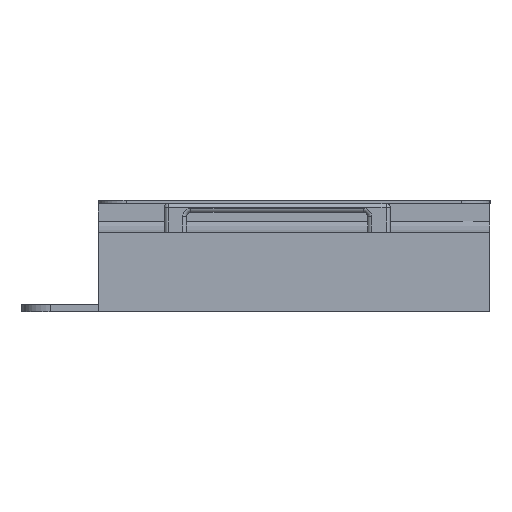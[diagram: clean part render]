
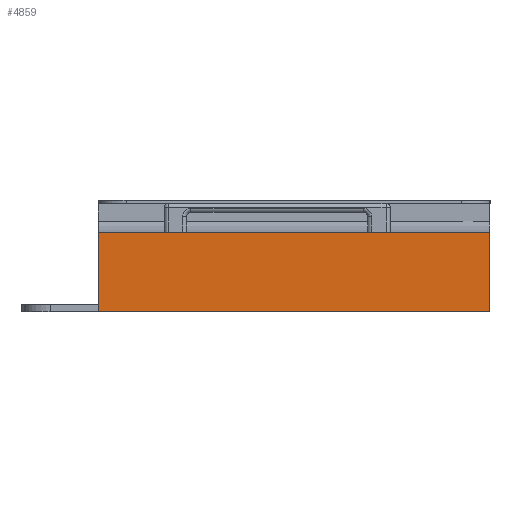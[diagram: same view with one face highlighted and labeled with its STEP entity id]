
A CAD part, front view. The second image highlights one B-rep face of the part: STEP entity #4859.
In plain terms, the highlighted planar face has unit normal (0, -1, 0).
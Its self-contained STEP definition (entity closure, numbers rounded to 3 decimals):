
#249=PLANE('',#5284);
#464=FACE_OUTER_BOUND('',#796,.T.);
#796=EDGE_LOOP('',(#3893,#3894,#3895,#3896));
#1036=LINE('',#7533,#1442);
#1069=LINE('',#7626,#1475);
#1204=LINE('',#8034,#1610);
#1209=LINE('',#8048,#1615);
#1442=VECTOR('',#5755,10.);
#1475=VECTOR('',#5834,10.);
#1610=VECTOR('',#6265,10.);
#1615=VECTOR('',#6288,10.);
#2119=VERTEX_POINT('',#7530);
#2120=VERTEX_POINT('',#7532);
#2157=VERTEX_POINT('',#7625);
#2282=VERTEX_POINT('',#8033);
#2601=EDGE_CURVE('',#2119,#2120,#1036,.T.);
#2647=EDGE_CURVE('',#2120,#2157,#1069,.T.);
#2849=EDGE_CURVE('',#2157,#2282,#1204,.T.);
#2856=EDGE_CURVE('',#2119,#2282,#1209,.T.);
#3893=ORIENTED_EDGE('',*,*,#2601,.F.);
#3894=ORIENTED_EDGE('',*,*,#2856,.T.);
#3895=ORIENTED_EDGE('',*,*,#2849,.F.);
#3896=ORIENTED_EDGE('',*,*,#2647,.F.);
#4859=ADVANCED_FACE('',(#464),#249,.T.);
#5284=AXIS2_PLACEMENT_3D('',#8049,#6289,#6290);
#5755=DIRECTION('',(0.,0.,1.));
#5834=DIRECTION('',(1.,0.,0.));
#6265=DIRECTION('',(0.,0.,-1.));
#6288=DIRECTION('',(1.,0.,0.));
#6289=DIRECTION('center_axis',(0.,-1.,0.));
#6290=DIRECTION('ref_axis',(0.,0.,
1.));
#7530=CARTESIAN_POINT('',(-1.,-319.4,-4.78));
#7532=CARTESIAN_POINT('',(-1.,-319.4,6.396));
#7533=CARTESIAN_POINT('',(-1.,-319.4,1.189));
#7625=CARTESIAN_POINT('',(54.05,-319.4,6.396));
#7626=CARTESIAN_POINT('',(48.01,-319.4,6.396));
#8033=CARTESIAN_POINT('',(54.05,-319.4,-4.78));
#8034=CARTESIAN_POINT('',(54.05,-319.4,2.078));
#8048=CARTESIAN_POINT('',(49.135,-319.4,-4.78));
#8049=CARTESIAN_POINT('Origin',(48.01,-319.4,-0.462));
